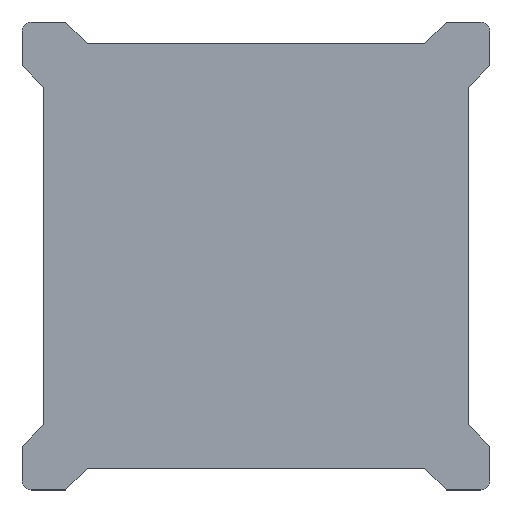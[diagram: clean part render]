
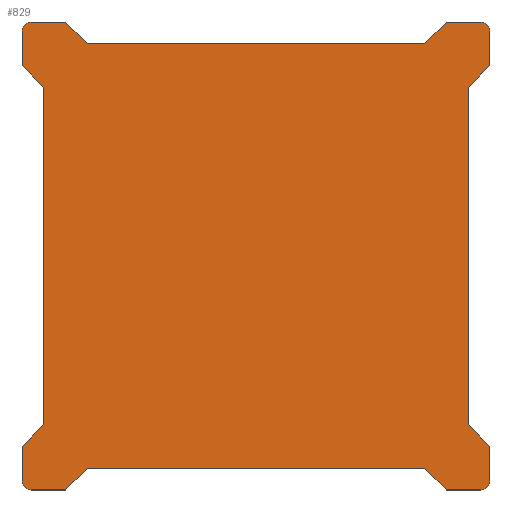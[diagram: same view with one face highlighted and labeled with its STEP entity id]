
A CAD part, top view. The second image highlights one B-rep face of the part: STEP entity #829.
In plain terms, the highlighted planar face has unit normal (0, 0, 1).
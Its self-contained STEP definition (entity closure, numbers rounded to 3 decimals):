
#52 = VERTEX_POINT('',#53);
#53 = CARTESIAN_POINT('',(0.,88.138,1.58));
#59 = EDGE_CURVE('',#52,#60,#62,.T.);
#60 = VERTEX_POINT('',#61);
#61 = CARTESIAN_POINT('',(1.778,89.916,1.58));
#62 = CIRCLE('',#63,1.779);
#63 = AXIS2_PLACEMENT_3D('',#64,#65,#66);
#64 = CARTESIAN_POINT('',(1.779,88.137,1.58));
#65 = DIRECTION('',(0.,0.,-1.));
#66 = DIRECTION('',(-1.,0.,0.));
#92 = EDGE_CURVE('',#60,#93,#95,.T.);
#93 = VERTEX_POINT('',#94);
#94 = CARTESIAN_POINT('',(8.382,89.916,1.58));
#95 = LINE('',#96,#97);
#96 = CARTESIAN_POINT('',(1.778,89.916,1.58));
#97 = VECTOR('',#98,1.);
#98 = DIRECTION('',(1.,0.,0.));
#123 = EDGE_CURVE('',#93,#124,#126,.T.);
#124 = VERTEX_POINT('',#125);
#125 = CARTESIAN_POINT('',(12.573,85.725,1.58));
#126 = LINE('',#127,#128);
#127 = CARTESIAN_POINT('',(8.382,89.916,1.58));
#128 = VECTOR('',#129,1.);
#129 = DIRECTION('',(0.707,-0.707,0.));
#154 = EDGE_CURVE('',#124,#155,#157,.T.);
#155 = VERTEX_POINT('',#156);
#156 = CARTESIAN_POINT('',(77.343,85.725,1.58));
#157 = LINE('',#158,#159);
#158 = CARTESIAN_POINT('',(12.573,85.725,1.58));
#159 = VECTOR('',#160,1.);
#160 = DIRECTION('',(1.,0.,0.));
#185 = EDGE_CURVE('',#155,#186,#188,.T.);
#186 = VERTEX_POINT('',#187);
#187 = CARTESIAN_POINT('',(81.534,89.916,1.58));
#188 = LINE('',#189,#190);
#189 = CARTESIAN_POINT('',(77.343,85.725,1.58));
#190 = VECTOR('',#191,1.);
#191 = DIRECTION('',(0.707,0.707,0.));
#216 = EDGE_CURVE('',#186,#217,#219,.T.);
#217 = VERTEX_POINT('',#218);
#218 = CARTESIAN_POINT('',(88.163,89.916,1.58));
#219 = LINE('',#220,#221);
#220 = CARTESIAN_POINT('',(81.534,89.916,1.58));
#221 = VECTOR('',#222,1.);
#222 = DIRECTION('',(1.,0.,0.));
#247 = EDGE_CURVE('',#217,#248,#250,.T.);
#248 = VERTEX_POINT('',#249);
#249 = CARTESIAN_POINT('',(89.916,88.163,1.58));
#250 = CIRCLE('',#251,1.751);
#251 = AXIS2_PLACEMENT_3D('',#252,#253,#254);
#252 = CARTESIAN_POINT('',(88.165,88.165,1.58));
#253 = DIRECTION('',(0.,0.,-1.));
#254 = DIRECTION('',(-0.001,1.,0.));
#280 = EDGE_CURVE('',#248,#281,#283,.T.);
#281 = VERTEX_POINT('',#282);
#282 = CARTESIAN_POINT('',(89.916,81.534,1.58));
#283 = LINE('',#284,#285);
#284 = CARTESIAN_POINT('',(89.916,88.163,1.58));
#285 = VECTOR('',#286,1.);
#286 = DIRECTION('',(0.,-1.,0.));
#311 = EDGE_CURVE('',#281,#312,#314,.T.);
#312 = VERTEX_POINT('',#313);
#313 = CARTESIAN_POINT('',(85.725,77.343,1.58));
#314 = LINE('',#315,#316);
#315 = CARTESIAN_POINT('',(89.916,81.534,1.58));
#316 = VECTOR('',#317,1.);
#317 = DIRECTION('',(-0.707,-0.707,0.));
#342 = EDGE_CURVE('',#312,#343,#345,.T.);
#343 = VERTEX_POINT('',#344);
#344 = CARTESIAN_POINT('',(85.725,12.573,1.58));
#345 = LINE('',#346,#347);
#346 = CARTESIAN_POINT('',(85.725,77.343,1.58));
#347 = VECTOR('',#348,1.);
#348 = DIRECTION('',(0.,-1.,0.));
#373 = EDGE_CURVE('',#343,#374,#376,.T.);
#374 = VERTEX_POINT('',#375);
#375 = CARTESIAN_POINT('',(89.916,8.382,1.58));
#376 = LINE('',#377,#378);
#377 = CARTESIAN_POINT('',(85.725,12.573,1.58));
#378 = VECTOR('',#379,1.);
#379 = DIRECTION('',(0.707,-0.707,0.));
#404 = EDGE_CURVE('',#374,#405,#407,.T.);
#405 = VERTEX_POINT('',#406);
#406 = CARTESIAN_POINT('',(89.916,1.778,1.58));
#407 = LINE('',#408,#409);
#408 = CARTESIAN_POINT('',(89.916,8.382,1.58));
#409 = VECTOR('',#410,1.);
#410 = DIRECTION('',(0.,-1.,0.));
#435 = EDGE_CURVE('',#405,#436,#438,.T.);
#436 = VERTEX_POINT('',#437);
#437 = CARTESIAN_POINT('',(88.138,0.,1.58));
#438 = CIRCLE('',#439,1.779);
#439 = AXIS2_PLACEMENT_3D('',#440,#441,#442);
#440 = CARTESIAN_POINT('',(88.137,1.779,1.58));
#441 = DIRECTION('',(0.,0.,-1.));
#442 = DIRECTION('',(1.,0.,0.));
#468 = EDGE_CURVE('',#436,#469,#471,.T.);
#469 = VERTEX_POINT('',#470);
#470 = CARTESIAN_POINT('',(81.534,0.,1.58));
#471 = LINE('',#472,#473);
#472 = CARTESIAN_POINT('',(88.138,0.,1.58));
#473 = VECTOR('',#474,1.);
#474 = DIRECTION('',(-1.,0.,0.));
#499 = EDGE_CURVE('',#469,#500,#502,.T.);
#500 = VERTEX_POINT('',#501);
#501 = CARTESIAN_POINT('',(77.343,4.191,1.58));
#502 = LINE('',#503,#504);
#503 = CARTESIAN_POINT('',(81.534,0.,1.58));
#504 = VECTOR('',#505,1.);
#505 = DIRECTION('',(-0.707,0.707,0.));
#530 = EDGE_CURVE('',#500,#531,#533,.T.);
#531 = VERTEX_POINT('',#532);
#532 = CARTESIAN_POINT('',(12.573,4.191,1.58));
#533 = LINE('',#534,#535);
#534 = CARTESIAN_POINT('',(77.343,4.191,1.58));
#535 = VECTOR('',#536,1.);
#536 = DIRECTION('',(-1.,0.,0.));
#561 = EDGE_CURVE('',#531,#562,#564,.T.);
#562 = VERTEX_POINT('',#563);
#563 = CARTESIAN_POINT('',(8.382,0.,1.58));
#564 = LINE('',#565,#566);
#565 = CARTESIAN_POINT('',(12.573,4.191,1.58));
#566 = VECTOR('',#567,1.);
#567 = DIRECTION('',(-0.707,-0.707,0.));
#592 = EDGE_CURVE('',#562,#593,#595,.T.);
#593 = VERTEX_POINT('',#594);
#594 = CARTESIAN_POINT('',(1.778,0.,1.58));
#595 = LINE('',#596,#597);
#596 = CARTESIAN_POINT('',(8.382,0.,1.58));
#597 = VECTOR('',#598,1.);
#598 = DIRECTION('',(-1.,0.,0.));
#623 = EDGE_CURVE('',#593,#624,#626,.T.);
#624 = VERTEX_POINT('',#625);
#625 = CARTESIAN_POINT('',(0.,1.778,1.58));
#626 = CIRCLE('',#627,1.779);
#627 = AXIS2_PLACEMENT_3D('',#628,#629,#630);
#628 = CARTESIAN_POINT('',(1.779,1.779,1.58));
#629 = DIRECTION('',(0.,0.,-1.));
#630 = DIRECTION('',(0.,-1.,-0.));
#656 = EDGE_CURVE('',#624,#657,#659,.T.);
#657 = VERTEX_POINT('',#658);
#658 = CARTESIAN_POINT('',(0.,8.382,1.58));
#659 = LINE('',#660,#661);
#660 = CARTESIAN_POINT('',(0.,1.778,1.58));
#661 = VECTOR('',#662,1.);
#662 = DIRECTION('',(0.,1.,0.));
#687 = EDGE_CURVE('',#657,#688,#690,.T.);
#688 = VERTEX_POINT('',#689);
#689 = CARTESIAN_POINT('',(4.191,12.573,1.58));
#690 = LINE('',#691,#692);
#691 = CARTESIAN_POINT('',(0.,8.382,1.58));
#692 = VECTOR('',#693,1.);
#693 = DIRECTION('',(0.707,0.707,0.));
#718 = EDGE_CURVE('',#688,#719,#721,.T.);
#719 = VERTEX_POINT('',#720);
#720 = CARTESIAN_POINT('',(4.191,77.343,1.58));
#721 = LINE('',#722,#723);
#722 = CARTESIAN_POINT('',(4.191,12.573,1.58));
#723 = VECTOR('',#724,1.);
#724 = DIRECTION('',(0.,1.,0.));
#749 = EDGE_CURVE('',#719,#750,#752,.T.);
#750 = VERTEX_POINT('',#751);
#751 = CARTESIAN_POINT('',(0.,81.534,1.58));
#752 = LINE('',#753,#754);
#753 = CARTESIAN_POINT('',(4.191,77.343,1.58));
#754 = VECTOR('',#755,1.);
#755 = DIRECTION('',(-0.707,0.707,0.));
#780 = EDGE_CURVE('',#750,#52,#781,.T.);
#781 = LINE('',#782,#783);
#782 = CARTESIAN_POINT('',(0.,81.534,1.58));
#783 = VECTOR('',#784,1.);
#784 = DIRECTION('',(0.,1.,0.));
#829 = ADVANCED_FACE('',(#830),#856,.F.);
#830 = FACE_BOUND('',#831,.F.);
#831 = EDGE_LOOP('',(#832,#833,#834,#835,#836,#837,#838,#839,#840,#841,
    #842,#843,#844,#845,#846,#847,#848,#849,#850,#851,#852,#853,#854,
    #855));
#832 = ORIENTED_EDGE('',*,*,#59,.T.);
#833 = ORIENTED_EDGE('',*,*,#92,.T.);
#834 = ORIENTED_EDGE('',*,*,#123,.T.);
#835 = ORIENTED_EDGE('',*,*,#154,.T.);
#836 = ORIENTED_EDGE('',*,*,#185,.T.);
#837 = ORIENTED_EDGE('',*,*,#216,.T.);
#838 = ORIENTED_EDGE('',*,*,#247,.T.);
#839 = ORIENTED_EDGE('',*,*,#280,.T.);
#840 = ORIENTED_EDGE('',*,*,#311,.T.);
#841 = ORIENTED_EDGE('',*,*,#342,.T.);
#842 = ORIENTED_EDGE('',*,*,#373,.T.);
#843 = ORIENTED_EDGE('',*,*,#404,.T.);
#844 = ORIENTED_EDGE('',*,*,#435,.T.);
#845 = ORIENTED_EDGE('',*,*,#468,.T.);
#846 = ORIENTED_EDGE('',*,*,#499,.T.);
#847 = ORIENTED_EDGE('',*,*,#530,.T.);
#848 = ORIENTED_EDGE('',*,*,#561,.T.);
#849 = ORIENTED_EDGE('',*,*,#592,.T.);
#850 = ORIENTED_EDGE('',*,*,#623,.T.);
#851 = ORIENTED_EDGE('',*,*,#656,.T.);
#852 = ORIENTED_EDGE('',*,*,#687,.T.);
#853 = ORIENTED_EDGE('',*,*,#718,.T.);
#854 = ORIENTED_EDGE('',*,*,#749,.T.);
#855 = ORIENTED_EDGE('',*,*,#780,.T.);
#856 = PLANE('',#857);
#857 = AXIS2_PLACEMENT_3D('',#858,#859,#860);
#858 = CARTESIAN_POINT('',(44.959,44.959,1.58));
#859 = DIRECTION('',(-0.,-0.,-1.));
#860 = DIRECTION('',(-1.,0.,0.));
